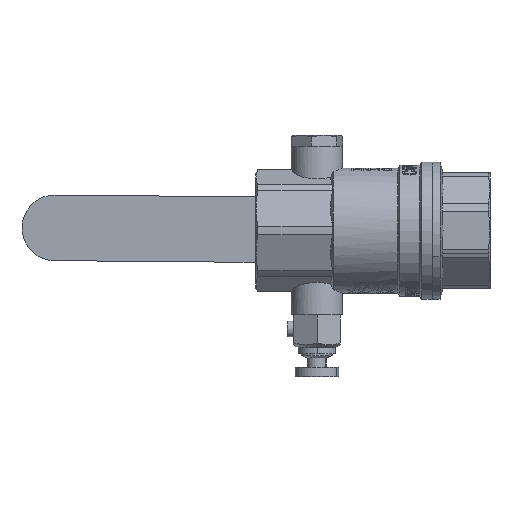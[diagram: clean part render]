
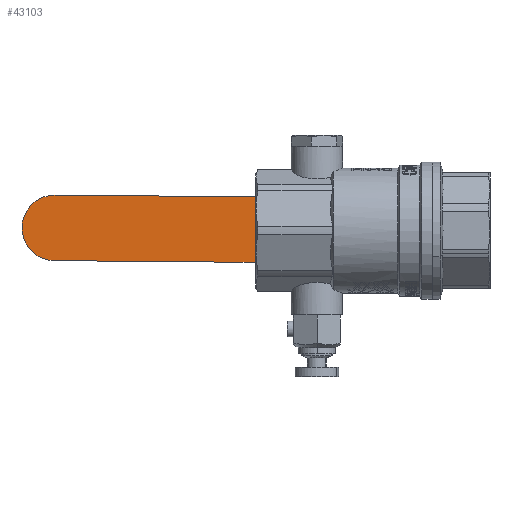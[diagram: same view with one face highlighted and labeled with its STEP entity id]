
A CAD part, front view. The second image highlights one B-rep face of the part: STEP entity #43103.
In plain terms, the highlighted planar face has unit normal (0, -1, 0).
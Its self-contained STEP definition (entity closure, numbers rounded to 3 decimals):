
#473 = VECTOR ( 'NONE', #22315, 1000. ) ;
#1435 = LINE ( 'NONE', #23782, #53174 ) ;
#3255 = ORIENTED_EDGE ( 'NONE', *, *, #60711, .T. ) ;
#3846 = DIRECTION ( 'NONE',  ( -1., 0., 0. ) ) ;
#4455 = EDGE_LOOP ( 'NONE', ( #3255, #30017, #15328, #11268 ) ) ;
#5939 = CARTESIAN_POINT ( 'NONE',  ( 37., 16., 10.5 ) ) ;
#6356 = PLANE ( 'NONE',  #11640 ) ;
#10965 = DIRECTION ( 'NONE',  ( -1., 0., 0. ) ) ;
#11268 = ORIENTED_EDGE ( 'NONE', *, *, #29605, .F. ) ;
#11640 = AXIS2_PLACEMENT_3D ( 'NONE', #16620, #51713, #21718 ) ;
#14777 = CARTESIAN_POINT ( 'NONE',  ( 39.899, 16., 10.5 ) ) ;
#15328 = ORIENTED_EDGE ( 'NONE', *, *, #27155, .T. ) ;
#16620 = CARTESIAN_POINT ( 'NONE',  ( 37., 16., 40. ) ) ;
#21718 = DIRECTION ( 'NONE',  ( 0., 0., 1. ) ) ;
#22315 = DIRECTION ( 'NONE',  ( 0., 0., -1. ) ) ;
#23084 = VECTOR ( 'NONE', #10965, 1000. ) ;
#23782 = CARTESIAN_POINT ( 'NONE',  ( 37., 16., -10.5 ) ) ;
#24261 = CARTESIAN_POINT ( 'NONE',  ( 104.5, 16., 0. ) ) ;
#25969 = CARTESIAN_POINT ( 'NONE',  ( 39.899, 16., 40. ) ) ;
#26696 = VERTEX_POINT ( 'NONE', #55426 ) ;
#26913 = AXIS2_PLACEMENT_3D ( 'NONE', #24261, #59326, #29327 ) ;
#26953 = FACE_OUTER_BOUND ( 'NONE', #4455, .T. ) ;
#27155 = EDGE_CURVE ( 'NONE', #29044, #55827, #40496, .T. ) ;
#29044 = VERTEX_POINT ( 'NONE', #14777 ) ;
#29327 = DIRECTION ( 'NONE',  ( 0., 0., 1. ) ) ;
#29605 = EDGE_CURVE ( 'NONE', #26696, #55827, #1435, .T. ) ;
#30017 = ORIENTED_EDGE ( 'NONE', *, *, #41457, .T. ) ;
#40496 = LINE ( 'NONE', #25969, #473 ) ;
#41282 = CARTESIAN_POINT ( 'NONE',  ( 104.5, 16., 10.5 ) ) ;
#41457 = EDGE_CURVE ( 'NONE', #45742, #29044, #63126, .T. ) ;
#41579 = CARTESIAN_POINT ( 'NONE',  ( 39.899, 16., -10.5 ) ) ;
#42344 = CIRCLE ( 'NONE', #26913, 10.5 ) ;
#43103 = ADVANCED_FACE ( 'NONE', ( #26953 ), #6356, .F. ) ;
#45742 = VERTEX_POINT ( 'NONE', #41282 ) ;
#51713 = DIRECTION ( 'NONE',  ( 0., 1., 0. ) ) ;
#53174 = VECTOR ( 'NONE', #3846, 1000. ) ;
#55426 = CARTESIAN_POINT ( 'NONE',  ( 104.5, 16., -10.5 ) ) ;
#55827 = VERTEX_POINT ( 'NONE', #41579 ) ;
#59326 = DIRECTION ( 'NONE',  ( 0., -1., 0. ) ) ;
#60711 = EDGE_CURVE ( 'NONE', #26696, #45742, #42344, .T. ) ;
#63126 = LINE ( 'NONE', #5939, #23084 ) ;
